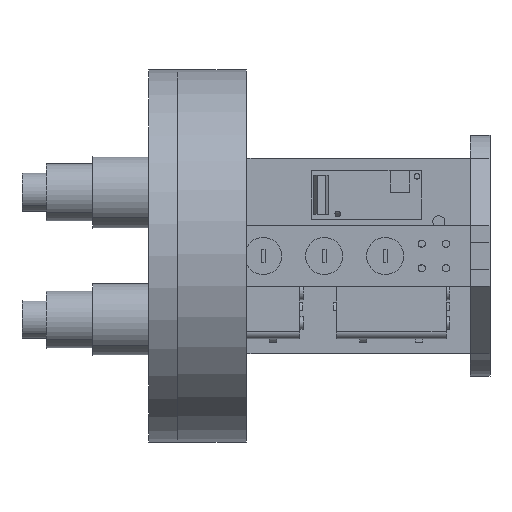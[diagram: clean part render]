
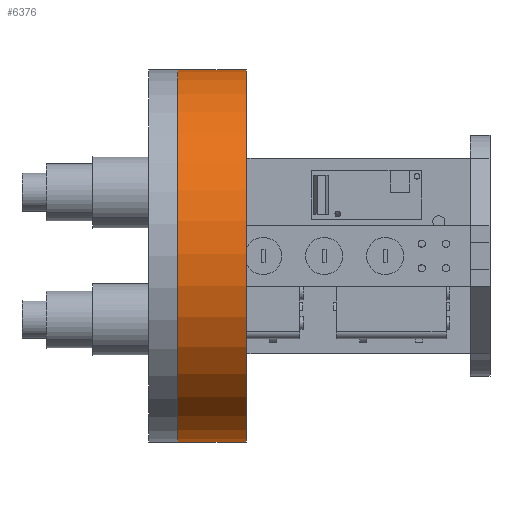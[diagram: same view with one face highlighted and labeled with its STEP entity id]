
A CAD part, front view. The second image highlights one B-rep face of the part: STEP entity #6376.
In plain terms, the highlighted cylindrical face has radius 76.29 mm (diameter 152.58 mm), a partial arc.
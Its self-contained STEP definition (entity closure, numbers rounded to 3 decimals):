
#1071 = AXIS2_PLACEMENT_3D ( 'NONE', #4628, #9644, #16560 ) ;
#1686 = DIRECTION ( 'NONE',  ( -1., 0., 0. ) ) ;
#1763 = CARTESIAN_POINT ( 'NONE',  ( 28., 0., 0. ) ) ;
#2379 = ORIENTED_EDGE ( 'NONE', *, *, #10384, .F. ) ;
#3770 = FACE_OUTER_BOUND ( 'NONE', #19342, .T. ) ;
#3796 = VECTOR ( 'NONE', #5367, 1000. ) ;
#4375 = VERTEX_POINT ( 'NONE', #10718 ) ;
#4418 = VERTEX_POINT ( 'NONE', #17990 ) ;
#4628 = CARTESIAN_POINT ( 'NONE',  ( 28., 0., 0. ) ) ;
#5367 = DIRECTION ( 'NONE',  ( -1., 0., 0. ) ) ;
#5576 = CARTESIAN_POINT ( 'NONE',  ( 0., 0., 0. ) ) ;
#5735 = VERTEX_POINT ( 'NONE', #8389 ) ;
#5945 = LINE ( 'NONE', #13833, #3796 ) ;
#6347 = LINE ( 'NONE', #18837, #16959 ) ;
#6376 = ADVANCED_FACE ( 'NONE', ( #3770 ), #18115, .T. ) ;
#6974 = EDGE_CURVE ( 'NONE', #4375, #4418, #6347, .T. ) ;
#7667 = ORIENTED_EDGE ( 'NONE', *, *, #20262, .T. ) ;
#7838 = AXIS2_PLACEMENT_3D ( 'NONE', #5576, #19324, #19103 ) ;
#8277 = CIRCLE ( 'NONE', #7838, 76.29 ) ;
#8389 = CARTESIAN_POINT ( 'NONE',  ( 28., 0., -76.29 ) ) ;
#8489 = DIRECTION ( 'NONE',  ( 0., 0., 1. ) ) ;
#9346 = AXIS2_PLACEMENT_3D ( 'NONE', #1763, #1686, #8489 ) ;
#9644 = DIRECTION ( 'NONE',  ( 1., 0., 0. ) ) ;
#10384 = EDGE_CURVE ( 'NONE', #5735, #15856, #5945, .T. ) ;
#10718 = CARTESIAN_POINT ( 'NONE',  ( 28., 0., 76.29 ) ) ;
#13833 = CARTESIAN_POINT ( 'NONE',  ( 28., 0., -76.29 ) ) ;
#15083 = ORIENTED_EDGE ( 'NONE', *, *, #6974, .T. ) ;
#15856 = VERTEX_POINT ( 'NONE', #21287 ) ;
#16560 = DIRECTION ( 'NONE',  ( 0., 0., -1. ) ) ;
#16959 = VECTOR ( 'NONE', #18770, 1000. ) ;
#17437 = EDGE_CURVE ( 'NONE', #4375, #5735, #21093, .T. ) ;
#17990 = CARTESIAN_POINT ( 'NONE',  ( 0., 0., 76.29 ) ) ;
#18115 = CYLINDRICAL_SURFACE ( 'NONE', #9346, 76.29 ) ;
#18770 = DIRECTION ( 'NONE',  ( -1., 0., 0. ) ) ;
#18837 = CARTESIAN_POINT ( 'NONE',  ( 28., 0., 76.29 ) ) ;
#19103 = DIRECTION ( 'NONE',  ( 0., 0., -1. ) ) ;
#19324 = DIRECTION ( 'NONE',  ( 1., 0., 0. ) ) ;
#19342 = EDGE_LOOP ( 'NONE', ( #2379, #19355, #15083, #7667 ) ) ;
#19355 = ORIENTED_EDGE ( 'NONE', *, *, #17437, .F. ) ;
#20262 = EDGE_CURVE ( 'NONE', #4418, #15856, #8277, .T. ) ;
#21093 = CIRCLE ( 'NONE', #1071, 76.29 ) ;
#21287 = CARTESIAN_POINT ( 'NONE',  ( 0., 0., -76.29 ) ) ;
